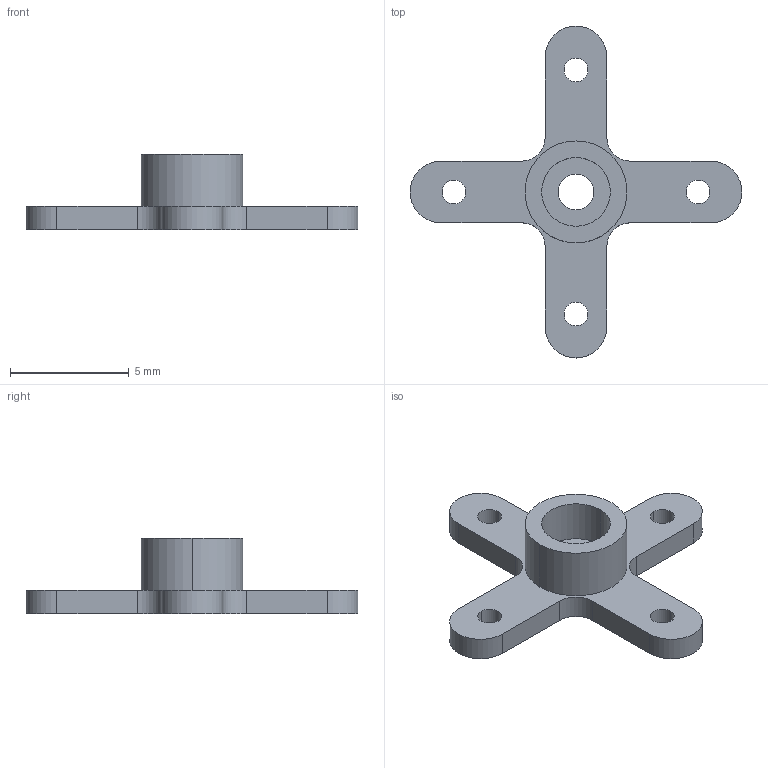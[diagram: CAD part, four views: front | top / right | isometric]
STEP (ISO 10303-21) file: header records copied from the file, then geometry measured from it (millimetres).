
FILE_DESCRIPTION((''),'2;1');
FILE_NAME('SERVO_HORN_1-7G','2013-11-18T',('vnguye01'),('Harris Corporation'),'PRO/ENGINEER BY PARAMETRIC TECHNOLOGY CORPORATION, 2011330','PRO/ENGINEER BY PARAMETRIC TECHNOLOGY CORPORATION, 2011330','');
FILE_SCHEMA(('CONFIG_CONTROL_DESIGN'));
Length unit declared in the file: millimetre
Products named in the file (1): SERVO_HORN_1-7G
Bounding box: 14 x 14 x 3.2 mm (x, y, z)
Volume: 78.4 mm3; surface area: 233.3 mm2
Topology: 1 solids, 1 shells, 34 faces, 95 edges, 70 vertices
Faces by surface type: cylinder 22, plane 12
Entity records: 1576 total; most frequent: DIRECTION 209, CARTESIAN_POINT 190, ORIENTED_EDGE 180, COLOUR_RGB 102, PRESENTATION_STYLE_ASSIGNMENT 97, STYLED_ITEM 97, CURVE_STYLE 96, EDGE_CURVE 90
